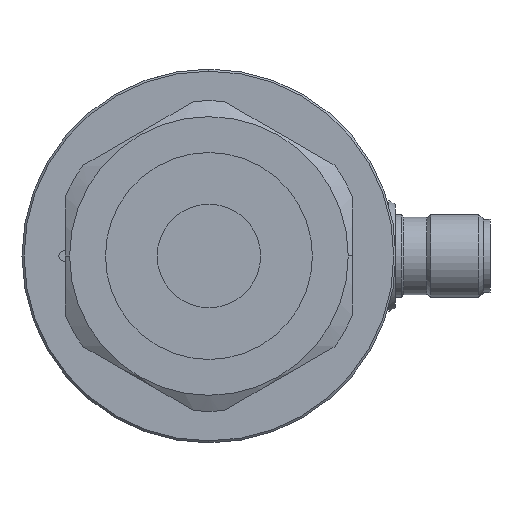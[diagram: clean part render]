
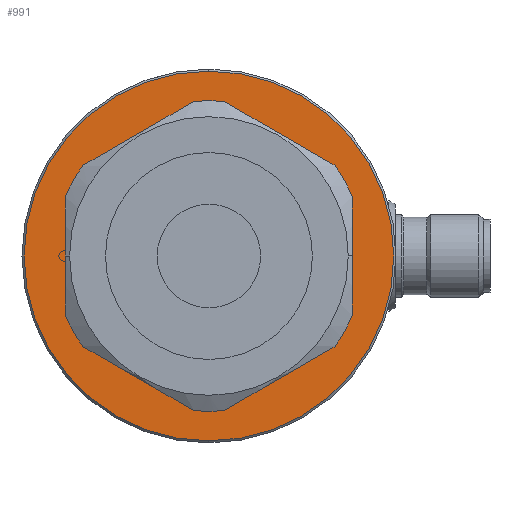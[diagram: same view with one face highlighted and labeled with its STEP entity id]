
A CAD part, left-side view. The second image highlights one B-rep face of the part: STEP entity #991.
In plain terms, the highlighted planar face has unit normal (-1, 0, 0).
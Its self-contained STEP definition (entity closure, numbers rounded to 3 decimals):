
#17 = CARTESIAN_POINT ( 'NONE',  ( -37.5, 0., 7.5 ) ) ;
#52 = VERTEX_POINT ( 'NONE', #17 ) ;
#81 = VERTEX_POINT ( 'NONE', #874 ) ;
#99 = VERTEX_POINT ( 'NONE', #3171 ) ;
#265 = CARTESIAN_POINT ( 'NONE',  ( -37.5, 0., 0. ) ) ;
#591 = ORIENTED_EDGE ( 'NONE', *, *, #5060, .T. ) ;
#710 = AXIS2_PLACEMENT_3D ( 'NONE', #265, #3826, #784 ) ;
#784 = DIRECTION ( 'NONE',  ( 0., 0., 1. ) ) ;
#874 = CARTESIAN_POINT ( 'NONE',  ( -37.5, 0., -7.5 ) ) ;
#991 = ADVANCED_FACE ( 'NONE', ( #5224, #1032 ), #1866, .T. ) ;
#1032 = FACE_OUTER_BOUND ( 'NONE', #4954, .T. ) ;
#1169 = CIRCLE ( 'NONE', #6208, 7.5 ) ;
#1475 = EDGE_CURVE ( 'NONE', #3366, #99, #5218, .T. ) ;
#1513 = EDGE_CURVE ( 'NONE', #81, #52, #1169, .T. ) ;
#1788 = CIRCLE ( 'NONE', #5079, 7.5 ) ;
#1791 = DIRECTION ( 'NONE',  ( -1., 0., 0. ) ) ;
#1805 = CARTESIAN_POINT ( 'NONE',  ( -37.5, 0., 0. ) ) ;
#1866 = PLANE ( 'NONE',  #6130 ) ;
#1994 = CARTESIAN_POINT ( 'NONE',  ( -37.5, 0., 0. ) ) ;
#2105 = DIRECTION ( 'NONE',  ( 0., 0., 1. ) ) ;
#2312 = DIRECTION ( 'NONE',  ( 0., 0., 1. ) ) ;
#2403 = CARTESIAN_POINT ( 'NONE',  ( -37.5, 0., 26.8 ) ) ;
#2786 = CARTESIAN_POINT ( 'NONE',  ( -37.5, 0., 0. ) ) ;
#2912 = DIRECTION ( 'NONE',  ( -1., 0., 0. ) ) ;
#2963 = CIRCLE ( 'NONE', #710, 26.8 ) ;
#3016 = DIRECTION ( 'NONE',  ( 0., 0., 1. ) ) ;
#3036 = DIRECTION ( 'NONE',  ( 1., 0., 0. ) ) ;
#3082 = CARTESIAN_POINT ( 'NONE',  ( -37.5, 0., 0. ) ) ;
#3093 = DIRECTION ( 'NONE',  ( 0., 0., 1. ) ) ;
#3171 = CARTESIAN_POINT ( 'NONE',  ( -37.5, 0., -26.8 ) ) ;
#3366 = VERTEX_POINT ( 'NONE', #2403 ) ;
#3678 = ORIENTED_EDGE ( 'NONE', *, *, #6033, .T. ) ;
#3826 = DIRECTION ( 'NONE',  ( -1., 0., 0. ) ) ;
#4954 = EDGE_LOOP ( 'NONE', ( #5641, #3678 ) ) ;
#5060 = EDGE_CURVE ( 'NONE', #52, #81, #1788, .T. ) ;
#5079 = AXIS2_PLACEMENT_3D ( 'NONE', #1805, #5361, #2312 ) ;
#5218 = CIRCLE ( 'NONE', #5243, 26.8 ) ;
#5224 = FACE_BOUND ( 'NONE', #5789, .T. ) ;
#5243 = AXIS2_PLACEMENT_3D ( 'NONE', #2786, #2912, #3093 ) ;
#5361 = DIRECTION ( 'NONE',  ( 1., 0., 0. ) ) ;
#5641 = ORIENTED_EDGE ( 'NONE', *, *, #1475, .T. ) ;
#5784 = ORIENTED_EDGE ( 'NONE', *, *, #1513, .T. ) ;
#5789 = EDGE_LOOP ( 'NONE', ( #5784, #591 ) ) ;
#6033 = EDGE_CURVE ( 'NONE', #99, #3366, #2963, .T. ) ;
#6130 = AXIS2_PLACEMENT_3D ( 'NONE', #1994, #1791, #2105 ) ;
#6208 = AXIS2_PLACEMENT_3D ( 'NONE', #3082, #3036, #3016 ) ;
